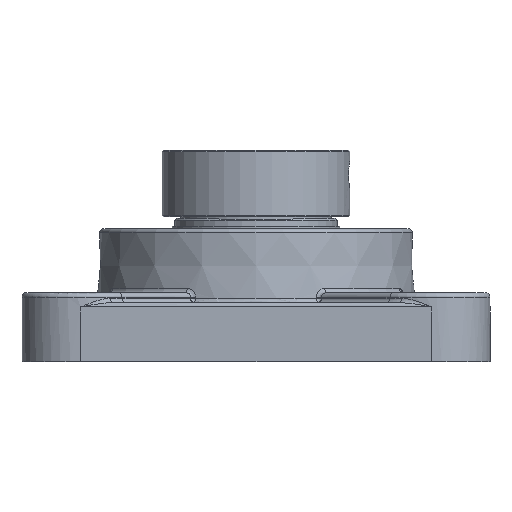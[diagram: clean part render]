
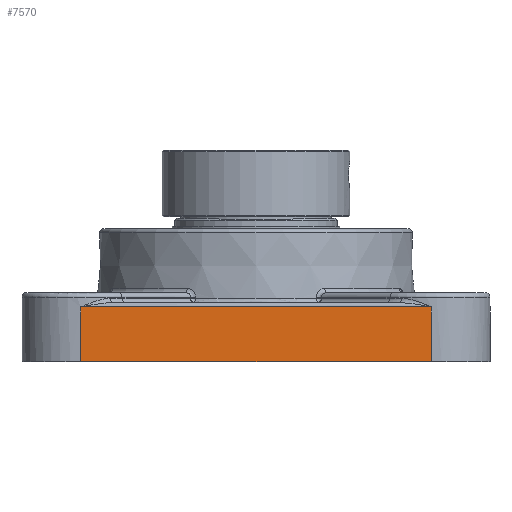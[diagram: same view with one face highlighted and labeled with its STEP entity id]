
A CAD part, front view. The second image highlights one B-rep face of the part: STEP entity #7570.
In plain terms, the highlighted planar face has unit normal (0, -1, 0).
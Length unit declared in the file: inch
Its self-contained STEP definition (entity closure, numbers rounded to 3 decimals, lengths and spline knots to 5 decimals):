
#395=CARTESIAN_POINT('',(-1.40208,-1.87008,0.43744));
#396=VERTEX_POINT('',#395);
#621=CARTESIAN_POINT('',(1.40208,-1.87008,0.43744));
#622=VERTEX_POINT('',#621);
#623=CARTESIAN_POINT('',(-0.552,-1.87008,0.43744));
#624=DIRECTION('',(1.,0.,-0.));
#625=VECTOR('',#624,1.104);
#626=LINE('',#623,#625);
#627=EDGE_CURVE('',#396,#622,#626,.T.);
#1012=CARTESIAN_POINT('',(1.40208,-1.87008,0.));
#1013=VERTEX_POINT('',#1012);
#1014=CARTESIAN_POINT('',(1.40208,-1.87008,0.));
#1015=DIRECTION('',(0.,0.,1.));
#1016=VECTOR('',#1015,0.17222);
#1017=LINE('',#1014,#1016);
#1018=EDGE_CURVE('',#1013,#622,#1017,.T.);
#7162=CARTESIAN_POINT('',(-1.40208,-1.87008,0.));
#7163=VERTEX_POINT('',#7162);
#7171=CARTESIAN_POINT('',(-1.40208,-1.87008,0.));
#7172=DIRECTION('',(0.,0.,1.));
#7173=VECTOR('',#7172,0.17222);
#7174=LINE('',#7171,#7173);
#7175=EDGE_CURVE('',#7163,#396,#7174,.T.);
#7554=CARTESIAN_POINT('',(0.,-1.87008,0.));
#7555=DIRECTION('',(0.,-1.,0.));
#7556=DIRECTION('',(1.,0.,0.));
#7557=AXIS2_PLACEMENT_3D('',#7554,#7555,#7556);
#7558=PLANE('',#7557);
#7559=ORIENTED_EDGE('',*,*,#627,.F.);
#7560=ORIENTED_EDGE('',*,*,#7175,.F.);
#7561=CARTESIAN_POINT('',(1.40208,-1.87008,0.));
#7562=DIRECTION('',(-1.,0.,0.));
#7563=VECTOR('',#7562,1.104);
#7564=LINE('',#7561,#7563);
#7565=EDGE_CURVE('',#1013,#7163,#7564,.T.);
#7566=ORIENTED_EDGE('',*,*,#7565,.F.);
#7567=ORIENTED_EDGE('',*,*,#1018,.T.);
#7568=EDGE_LOOP('',(#7559,#7560,#7566,#7567));
#7569=FACE_BOUND('',#7568,.T.);
#7570=ADVANCED_FACE('',(#7569),#7558,.T.);
